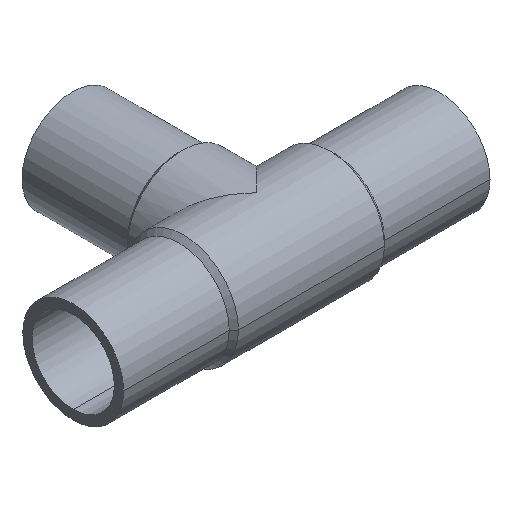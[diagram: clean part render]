
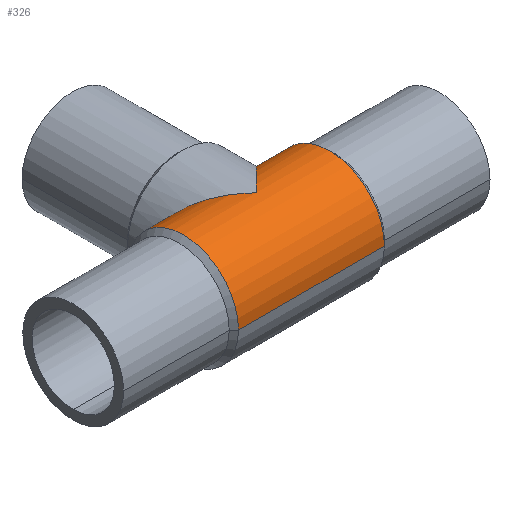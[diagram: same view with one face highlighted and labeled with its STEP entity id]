
A CAD part, isometric view. The second image highlights one B-rep face of the part: STEP entity #326.
In plain terms, the highlighted cylindrical face has radius 34.4 mm (diameter 68.8 mm), a partial arc.
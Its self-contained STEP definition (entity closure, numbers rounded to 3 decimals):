
#142 = VERTEX_POINT( '', #383 );
#168 = EDGE_CURVE( '', #142, #216, #413, .T. );
#190 = VERTEX_POINT( '', #436 );
#196 = EDGE_CURVE( '', #216, #252, #443, .T. );
#216 = VERTEX_POINT( '', #467 );
#232 = EDGE_CURVE( '', #252, #258, #486, .T. );
#242 = EDGE_CURVE( '', #258, #190, #496, .T. );
#252 = VERTEX_POINT( '', #507 );
#258 = VERTEX_POINT( '', #513 );
#264 = VERTEX_POINT( '', #519 );
#272 = VERTEX_POINT( '', #527 );
#302 = EDGE_CURVE( '', #264, #272, #561, .T. );
#304 = EDGE_CURVE( '', #190, #272, #563, .T. );
#326 = ADVANCED_FACE( '', ( #587 ), #588, .T. );
#344 = EDGE_CURVE( '', #264, #142, #609, .T. );
#383 = CARTESIAN_POINT( '', ( -68.9, -34.4, 0. ) );
#413 = CIRCLE( '', #683, 34.4 );
#436 = CARTESIAN_POINT( '', ( -148.9, 34.4, 0. ) );
#443 = LINE( '', #726, #727 );
#467 = CARTESIAN_POINT( '', ( -68.9, 34.4, 0. ) );
#486 = ELLIPSE( '', #781, 48.649, 34.4 );
#496 = ELLIPSE( '', #795, 48.649, 34.4 );
#507 = CARTESIAN_POINT( '', ( -80.1, 34.4, 0. ) );
#513 = CARTESIAN_POINT( '', ( -114.5, 0., 34.4 ) );
#519 = CARTESIAN_POINT( '', ( -160.1, -34.4, 0. ) );
#527 = CARTESIAN_POINT( '', ( -160.1, 34.4, 0. ) );
#561 = CIRCLE( '', #878, 34.4 );
#563 = LINE( '', #881, #882 );
#587 = FACE_OUTER_BOUND( '', #911, .T. );
#588 = CYLINDRICAL_SURFACE( '', #912, 34.4 );
#609 = LINE( '', #939, #940 );
#683 = AXIS2_PLACEMENT_3D( '', #1010, #1011, #1012 );
#726 = CARTESIAN_POINT( '', ( -114.5, 34.4, 0. ) );
#727 = VECTOR( '', #1043, 1. );
#781 = AXIS2_PLACEMENT_3D( '', #1114, #1115, #1116 );
#795 = AXIS2_PLACEMENT_3D( '', #1126, #1127, #1128 );
#878 = AXIS2_PLACEMENT_3D( '', #1208, #1209, #1210 );
#881 = CARTESIAN_POINT( '', ( -114.5, 34.4, 0. ) );
#882 = VECTOR( '', #1211, 1. );
#911 = EDGE_LOOP( '', ( #1234, #1235, #1236, #1237, #1238, #1239, #1240 ) );
#912 = AXIS2_PLACEMENT_3D( '', #1241, #1242, #1243 );
#939 = CARTESIAN_POINT( '', ( -114.5, -34.4, 0. ) );
#940 = VECTOR( '', #1265, 1. );
#1010 = CARTESIAN_POINT( '', ( -68.9, 0., 0. ) );
#1011 = DIRECTION( '', ( -1., 0., 0. ) );
#1012 = DIRECTION( '', ( 0., 1., 0. ) );
#1043 = DIRECTION( '', ( -1., 0., 0. ) );
#1114 = CARTESIAN_POINT( '', ( -114.5, 0., 0. ) );
#1115 = DIRECTION( '', ( 0.707, -0.707, 0. ) );
#1116 = DIRECTION( '', ( 0.707, 0.707, 0. ) );
#1126 = CARTESIAN_POINT( '', ( -114.5, 0., 0. ) );
#1127 = DIRECTION( '', ( -0.707, -0.707, 0. ) );
#1128 = DIRECTION( '', ( 0.707, -0.707, 0. ) );
#1208 = CARTESIAN_POINT( '', ( -160.1, 0., 0. ) );
#1209 = DIRECTION( '', ( -1., 0., 0. ) );
#1210 = DIRECTION( '', ( 0., 1., 0. ) );
#1211 = DIRECTION( '', ( -1., 0., 0. ) );
#1234 = ORIENTED_EDGE( '', *, *, #196, .T. );
#1235 = ORIENTED_EDGE( '', *, *, #232, .T. );
#1236 = ORIENTED_EDGE( '', *, *, #242, .T. );
#1237 = ORIENTED_EDGE( '', *, *, #304, .T. );
#1238 = ORIENTED_EDGE( '', *, *, #302, .F. );
#1239 = ORIENTED_EDGE( '', *, *, #344, .T. );
#1240 = ORIENTED_EDGE( '', *, *, #168, .T. );
#1241 = CARTESIAN_POINT( '', ( -114.5, 0., 0. ) );
#1242 = DIRECTION( '', ( 1., 0., 0. ) );
#1243 = DIRECTION( '', ( 0., 1., 0. ) );
#1265 = DIRECTION( '', ( 1., 0., 0. ) );
